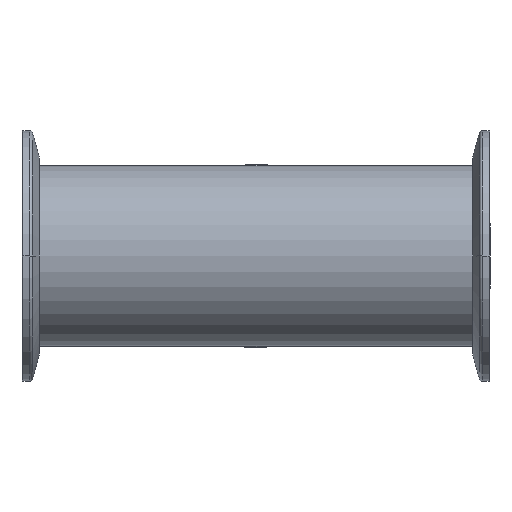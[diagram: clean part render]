
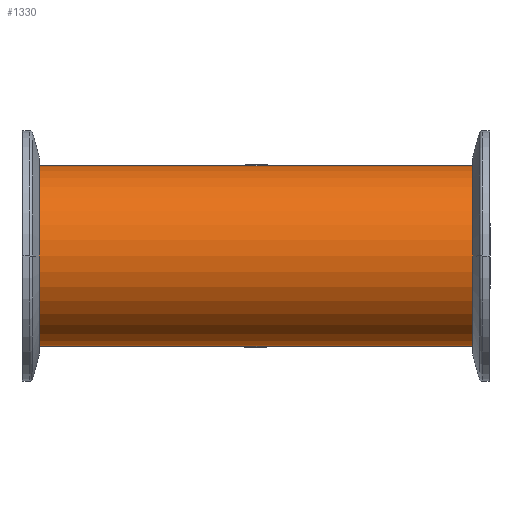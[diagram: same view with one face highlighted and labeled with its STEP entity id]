
A CAD part, front view. The second image highlights one B-rep face of the part: STEP entity #1330.
In plain terms, the highlighted cylindrical face has radius 27 mm (diameter 54 mm), a partial arc.
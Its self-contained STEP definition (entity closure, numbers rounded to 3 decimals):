
#13 = LINE ( 'NONE', #1674, #1641 ) ;
#38 = CARTESIAN_POINT ( 'NONE',  ( -66.5, 0., 0. ) ) ;
#72 = DIRECTION ( 'NONE',  ( 1., 0., 0. ) ) ;
#76 = DIRECTION ( 'NONE',  ( 0., 0., -1. ) ) ;
#80 = ORIENTED_EDGE ( 'NONE', *, *, #326, .T. ) ;
#102 = CARTESIAN_POINT ( 'NONE',  ( 66.5, 0., -27. ) ) ;
#133 = CIRCLE ( 'NONE', #1567, 27. ) ;
#192 = CARTESIAN_POINT ( 'NONE',  ( 66.5, 0., 0. ) ) ;
#204 = LINE ( 'NONE', #102, #1146 ) ;
#287 = CARTESIAN_POINT ( 'NONE',  ( 66.5, 0., 0. ) ) ;
#326 = EDGE_CURVE ( 'NONE', #1299, #1598, #133, .T. ) ;
#330 = CYLINDRICAL_SURFACE ( 'NONE', #915, 27. ) ;
#374 = VERTEX_POINT ( 'NONE', #486 ) ;
#428 = DIRECTION ( 'NONE',  ( -1., 0., 0. ) ) ;
#486 = CARTESIAN_POINT ( 'NONE',  ( 66.5, 0., 27. ) ) ;
#544 = DIRECTION ( 'NONE',  ( -1., 0., 0. ) ) ;
#624 = DIRECTION ( 'NONE',  ( 1., 0., 0. ) ) ;
#673 = DIRECTION ( 'NONE',  ( 0., 0., 1. ) ) ;
#775 = VERTEX_POINT ( 'NONE', #924 ) ;
#842 = CARTESIAN_POINT ( 'NONE',  ( -66.5, 0., 27. ) ) ;
#888 = AXIS2_PLACEMENT_3D ( 'NONE', #192, #72, #76 ) ;
#915 = AXIS2_PLACEMENT_3D ( 'NONE', #287, #544, #673 ) ;
#924 = CARTESIAN_POINT ( 'NONE',  ( 66.5, 0., -27. ) ) ;
#970 = EDGE_CURVE ( 'NONE', #374, #1299, #13, .T. ) ;
#1007 = DIRECTION ( 'NONE',  ( -1., 0., 0. ) ) ;
#1051 = EDGE_CURVE ( 'NONE', #775, #1598, #204, .T. ) ;
#1071 = FACE_OUTER_BOUND ( 'NONE', #1175, .T. ) ;
#1089 = ORIENTED_EDGE ( 'NONE', *, *, #1051, .F. ) ;
#1146 = VECTOR ( 'NONE', #1007, 1000. ) ;
#1175 = EDGE_LOOP ( 'NONE', ( #1089, #1588, #1454, #80 ) ) ;
#1210 = CARTESIAN_POINT ( 'NONE',  ( -66.5, 0., -27. ) ) ;
#1299 = VERTEX_POINT ( 'NONE', #842 ) ;
#1330 = ADVANCED_FACE ( 'NONE', ( #1071 ), #330, .T. ) ;
#1387 = EDGE_CURVE ( 'NONE', #374, #775, #1399, .T. ) ;
#1399 = CIRCLE ( 'NONE', #888, 27. ) ;
#1454 = ORIENTED_EDGE ( 'NONE', *, *, #970, .T. ) ;
#1567 = AXIS2_PLACEMENT_3D ( 'NONE', #38, #624, #1608 ) ;
#1588 = ORIENTED_EDGE ( 'NONE', *, *, #1387, .F. ) ;
#1598 = VERTEX_POINT ( 'NONE', #1210 ) ;
#1608 = DIRECTION ( 'NONE',  ( 0., 0., -1. ) ) ;
#1641 = VECTOR ( 'NONE', #428, 1000. ) ;
#1674 = CARTESIAN_POINT ( 'NONE',  ( 66.5, 0., 27. ) ) ;
